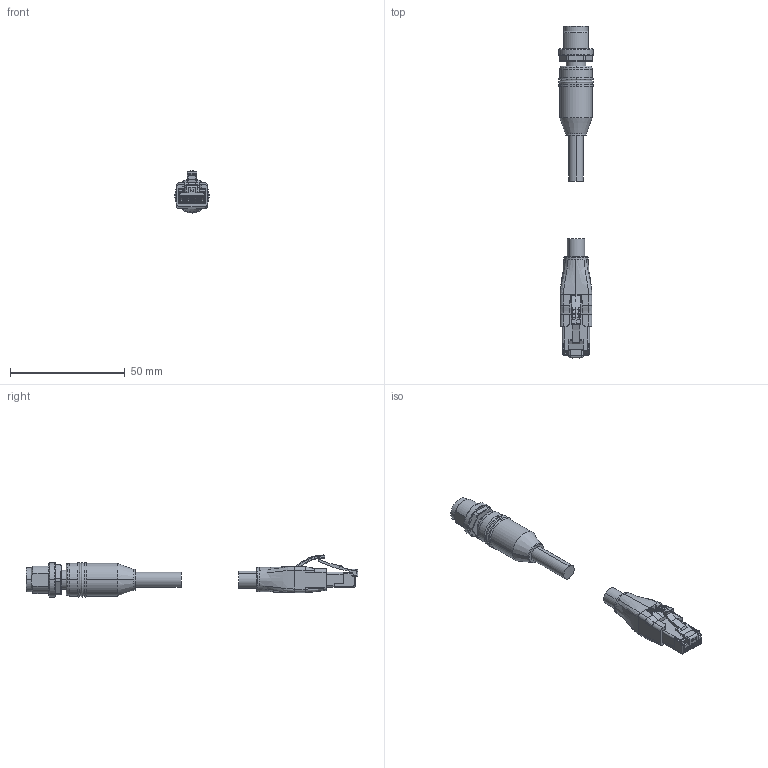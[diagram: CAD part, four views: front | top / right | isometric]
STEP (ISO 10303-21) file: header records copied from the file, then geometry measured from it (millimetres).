
FILE_DESCRIPTION (( 'STEP AP203' ), '1' );
FILE_NAME ('7700-44711-S7V0200.step', '2025-06-04T19:02:49', ( '' ), ( '' ), 'SwSTEP 2.0', 'SolidWorks 2024', '' );
FILE_SCHEMA (( 'CONFIG_CONTROL_DESIGN' ));
Length unit declared in the file: millimetre
Products named in the file (3): 7700-44711-S7V0200; 7700-44711-S7V0200_RJ45; 7700-44711-S7V0200_MALE
Assembly tree (2 placements, depth 2):
  7700-44711-S7V0200
    7700-44711-S7V0200_RJ45
    7700-44711-S7V0200_MALE
Bounding box: 15 x 144.5 x 18.29 mm (x, y, z)
Volume: 11873.2 mm3; surface area: 5775.4 mm2
Topology: 2 solids, 2 shells, 757 faces, 2009 edges, 1255 vertices
Faces by surface type: plane 357, cylinder 235, bspline 72, torus 62, cone 27, sphere 4
Entity records: 26624 total; most frequent: CARTESIAN_POINT 7975, ORIENTED_EDGE 4006, DIRECTION 3653, EDGE_CURVE 2003, VERTEX_POINT 1255, AXIS2_PLACEMENT_3D 1220, VECTOR 1213, LINE 1213
